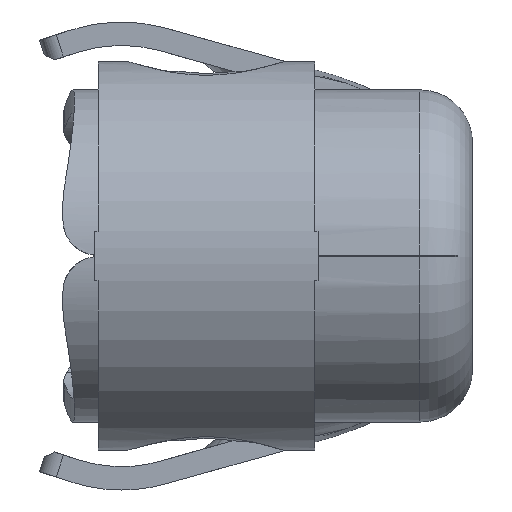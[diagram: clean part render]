
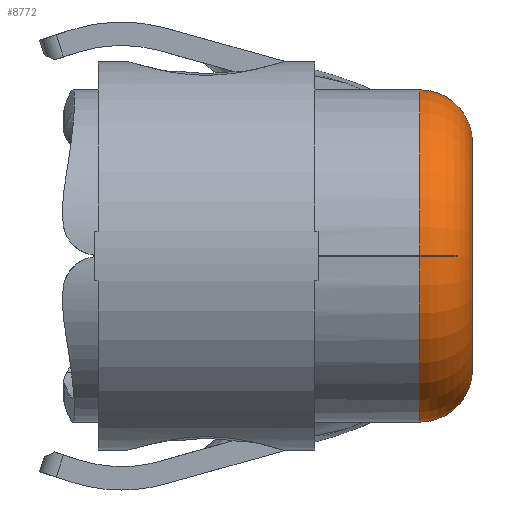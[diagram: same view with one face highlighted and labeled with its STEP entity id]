
A CAD part, left-side view. The second image highlights one B-rep face of the part: STEP entity #8772.
In plain terms, the highlighted toroidal (fillet/blend) face has major radius 2.464 mm and minor radius 1.143 mm.
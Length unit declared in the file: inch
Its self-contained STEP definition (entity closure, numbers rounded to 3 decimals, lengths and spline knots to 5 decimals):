
#402 = EDGE_CURVE ( 'NONE', #11876, #11571, #15061, .T. ) ;
#829 = DIRECTION ( 'NONE',  ( -0.707, 0.707, 0. ) ) ;
#868 = CIRCLE ( 'NONE', #2949, 0.142 ) ;
#1353 = CIRCLE ( 'NONE', #10429, 0.142 ) ;
#1583 = CARTESIAN_POINT ( 'NONE',  ( 0., 0.045, -0.097 ) ) ;
#2039 = ORIENTED_EDGE ( 'NONE', *, *, #6735, .F. ) ;
#2229 = CIRCLE ( 'NONE', #11304, 0.045 ) ;
#2238 = CARTESIAN_POINT ( 'NONE',  ( 0., 0., -0.097 ) ) ;
#2434 = DIRECTION ( 'NONE',  ( 0., 0., 1. ) ) ;
#2927 = CIRCLE ( 'NONE', #12001, 0.097 ) ;
#2949 = AXIS2_PLACEMENT_3D ( 'NONE', #4242, #9198, #14142 ) ;
#2992 = VERTEX_POINT ( 'NONE', #13699 ) ;
#3068 = DIRECTION ( 'NONE',  ( 0., 1., 0. ) ) ;
#3431 = CIRCLE ( 'NONE', #12515, 0.045 ) ;
#3511 = EDGE_CURVE ( 'NONE', #8403, #8021, #13031, .T. ) ;
#3559 = DIRECTION ( 'NONE',  ( -1., 0., 0. ) ) ;
#3630 = CARTESIAN_POINT ( 'NONE',  ( -0.12882, 0.01318, -0.00058 ) ) ;
#4019 = EDGE_LOOP ( 'NONE', ( #13924, #9372, #10830, #10647, #12504, #6454, #2039, #14908 ) ) ;
#4242 = CARTESIAN_POINT ( 'NONE',  ( 0., 0.045, 0. ) ) ;
#4400 = CARTESIAN_POINT ( 'NONE',  ( 0., 0.045, 0. ) ) ;
#4567 = DIRECTION ( 'NONE',  ( -1., 0., 0. ) ) ;
#5016 = CIRCLE ( 'NONE', #14088, 0.142 ) ;
#5115 = CARTESIAN_POINT ( 'NONE',  ( 0., 0.045, 0.097 ) ) ;
#5789 = DIRECTION ( 'NONE',  ( 0., 0., 1. ) ) ;
#6033 = AXIS2_PLACEMENT_3D ( 'NONE', #5115, #10070, #15016 ) ;
#6454 = ORIENTED_EDGE ( 'NONE', *, *, #6733, .F. ) ;
#6551 = DIRECTION ( 'NONE',  ( 1., 0., 0. ) ) ;
#6733 = EDGE_CURVE ( 'NONE', #7074, #11571, #1353, .T. ) ;
#6735 = EDGE_CURVE ( 'NONE', #14987, #7074, #3431, .T. ) ;
#7074 = VERTEX_POINT ( 'NONE', #3630 ) ;
#7450 = EDGE_CURVE ( 'NONE', #8403, #15357, #2927, .T. ) ;
#8013 = DIRECTION ( 'NONE',  ( 0., 0., 1. ) ) ;
#8021 = VERTEX_POINT ( 'NONE', #13910 ) ;
#8068 = AXIS2_PLACEMENT_3D ( 'NONE', #9724, #14672, #3559 ) ;
#8387 = AXIS2_PLACEMENT_3D ( 'NONE', #14183, #3068, #8013 ) ;
#8403 = VERTEX_POINT ( 'NONE', #12450 ) ;
#8603 = CARTESIAN_POINT ( 'NONE',  ( 0., 0., 0. ) ) ;
#8772 = ADVANCED_FACE ( 'NONE', ( #15404 ), #15380, .T. ) ;
#9198 = DIRECTION ( 'NONE',  ( 0., 1., 0. ) ) ;
#9359 = DIRECTION ( 'NONE',  ( 0., 1., 0. ) ) ;
#9372 = ORIENTED_EDGE ( 'NONE', *, *, #7450, .F. ) ;
#9458 = EDGE_CURVE ( 'NONE', #2992, #14987, #868, .T. ) ;
#9526 = EDGE_CURVE ( 'NONE', #11876, #8021, #5016, .T. ) ;
#9724 = CARTESIAN_POINT ( 'NONE',  ( -0.097, 0.045, 0.00058 ) ) ;
#10070 = DIRECTION ( 'NONE',  ( -1., 0., 0. ) ) ;
#10429 = AXIS2_PLACEMENT_3D ( 'NONE', #11956, #829, #5789 ) ;
#10647 = ORIENTED_EDGE ( 'NONE', *, *, #9526, .F. ) ;
#10735 = CARTESIAN_POINT ( 'NONE',  ( -0.097, 0.045, -0.00058 ) ) ;
#10830 = ORIENTED_EDGE ( 'NONE', *, *, #3511, .T. ) ;
#11063 = CARTESIAN_POINT ( 'NONE',  ( -0.142, 0.045, -0.00058 ) ) ;
#11072 = CARTESIAN_POINT ( 'NONE',  ( -0.12882, 0.01318, 0.00058 ) ) ;
#11304 = AXIS2_PLACEMENT_3D ( 'NONE', #1583, #6551, #11500 ) ;
#11500 = DIRECTION ( 'NONE',  ( 0., 0., -1. ) ) ;
#11571 = VERTEX_POINT ( 'NONE', #11072 ) ;
#11875 = CARTESIAN_POINT ( 'NONE',  ( -0.142, 0.045, 0.00058 ) ) ;
#11876 = VERTEX_POINT ( 'NONE', #11875 ) ;
#11956 = CARTESIAN_POINT ( 'NONE',  ( -0.02841, 0.11359, 0. ) ) ;
#12001 = AXIS2_PLACEMENT_3D ( 'NONE', #8603, #13545, #2434 ) ;
#12450 = CARTESIAN_POINT ( 'NONE',  ( 0., 0., 0.097 ) ) ;
#12504 = ORIENTED_EDGE ( 'NONE', *, *, #402, .T. ) ;
#12515 = AXIS2_PLACEMENT_3D ( 'NONE', #10735, #15684, #4567 ) ;
#13031 = CIRCLE ( 'NONE', #6033, 0.045 ) ;
#13545 = DIRECTION ( 'NONE',  ( 0., -1., 0. ) ) ;
#13699 = CARTESIAN_POINT ( 'NONE',  ( 0., 0.045, -0.142 ) ) ;
#13910 = CARTESIAN_POINT ( 'NONE',  ( 0., 0.045, 0.142 ) ) ;
#13924 = ORIENTED_EDGE ( 'NONE', *, *, #15198, .F. ) ;
#14088 = AXIS2_PLACEMENT_3D ( 'NONE', #4400, #9359, #14302 ) ;
#14142 = DIRECTION ( 'NONE',  ( 0., 0., 1. ) ) ;
#14183 = CARTESIAN_POINT ( 'NONE',  ( 0., 0.045, 0. ) ) ;
#14302 = DIRECTION ( 'NONE',  ( 0., 0., 1. ) ) ;
#14672 = DIRECTION ( 'NONE',  ( 0., 0., 1. ) ) ;
#14908 = ORIENTED_EDGE ( 'NONE', *, *, #9458, .F. ) ;
#14987 = VERTEX_POINT ( 'NONE', #11063 ) ;
#15016 = DIRECTION ( 'NONE',  ( 0., 0., 1. ) ) ;
#15061 = CIRCLE ( 'NONE', #8068, 0.045 ) ;
#15198 = EDGE_CURVE ( 'NONE', #15357, #2992, #2229, .T. ) ;
#15357 = VERTEX_POINT ( 'NONE', #2238 ) ;
#15380 = TOROIDAL_SURFACE ( 'NONE', #8387, 0.097, 0.045 ) ;
#15404 = FACE_OUTER_BOUND ( 'NONE', #4019, .T. ) ;
#15684 = DIRECTION ( 'NONE',  ( 0., 0., 1. ) ) ;
